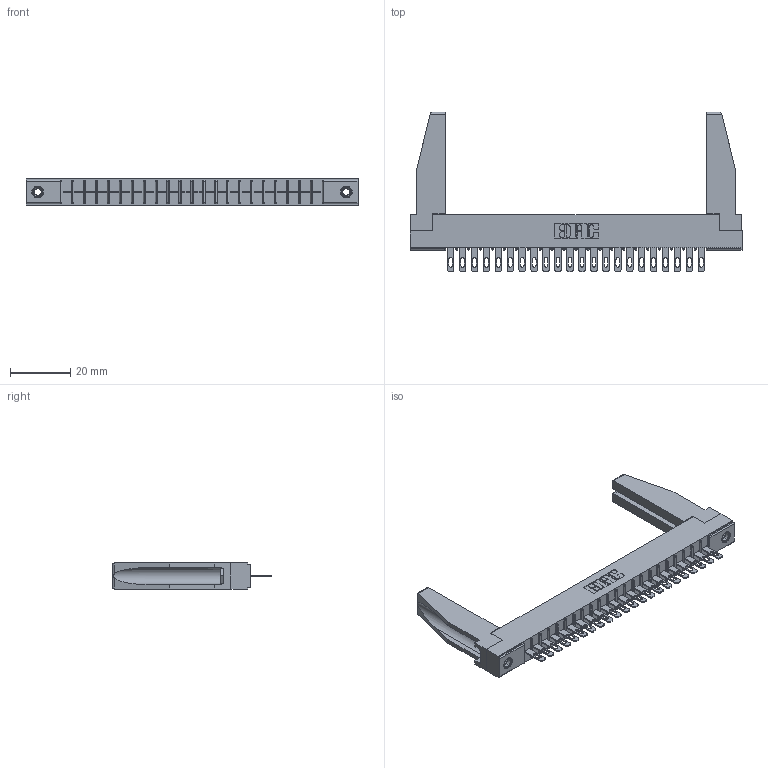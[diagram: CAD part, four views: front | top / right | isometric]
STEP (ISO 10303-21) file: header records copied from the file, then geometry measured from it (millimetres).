
FILE_DESCRIPTION (( 'STEP AP203' ), '1' );
FILE_NAME ('356-022-500-178.STEP', '2018-08-01T19:53:54', ( '' ), ( '' ), 'SwSTEP 2.0', 'SolidWorks 2016', '' );
FILE_SCHEMA (( 'CONFIG_CONTROL_DESIGN' ));
Length unit declared in the file: inch
Products named in the file (5): 306-290-001_100; 345-250-001_345-250-001-102; 307-220-078; 356-022-500-178; 306 Part_.156 Dia
Assembly tree (27 placements, depth 2):
  356-022-500-178
    306 Part_.156 Dia
    306-290-001_100  x22
    345-250-001_345-250-001-102  x2
    307-220-078  x2
Bounding box: 110.19 x 52.91 x 8.71 mm (x, y, z)
Volume: 11595.9 mm3; surface area: 15428.9 mm2
Topology: 27 solids, 27 shells, 1918 faces, 5376 edges, 3456 vertices
Faces by surface type: plane 1252, cylinder 562, sphere 88, cone 12, torus 4
Entity records: 25710 total; most frequent: CARTESIAN_POINT 4315, ORIENTED_EDGE 4234, DIRECTION 4209, EDGE_CURVE 2117, VECTOR 1645, LINE 1645, VERTEX_POINT 1346, AXIS2_PLACEMENT_3D 1282
